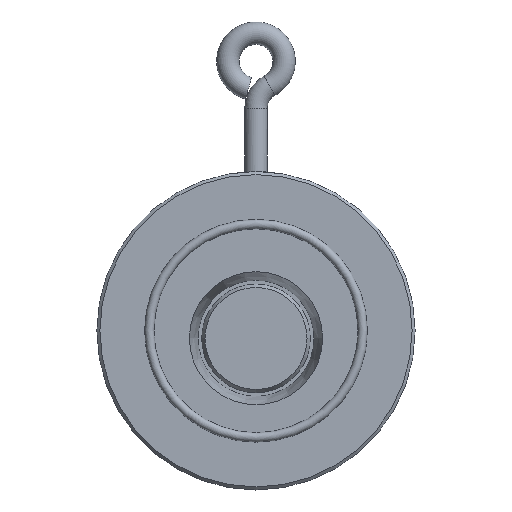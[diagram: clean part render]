
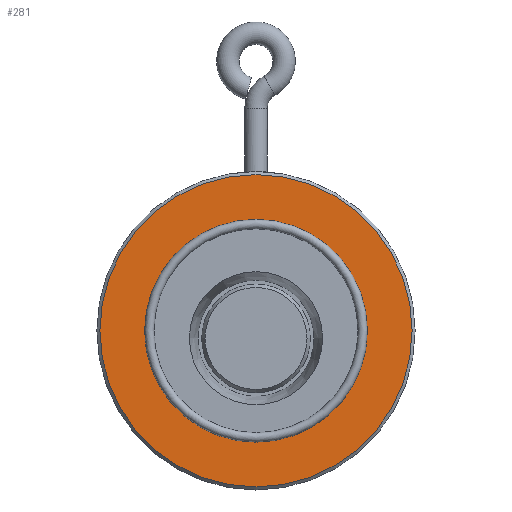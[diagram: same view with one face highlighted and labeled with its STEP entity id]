
A CAD part, top view. The second image highlights one B-rep face of the part: STEP entity #281.
In plain terms, the highlighted planar face has unit normal (0, 0, 1).
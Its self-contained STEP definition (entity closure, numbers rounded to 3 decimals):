
#42 = EDGE_CURVE ( 'NONE', #487, #487, #508, .T. ) ;
#57 = CARTESIAN_POINT ( 'NONE',  ( 41.7, 0., 0. ) ) ;
#71 = EDGE_LOOP ( 'NONE', ( #352 ) ) ;
#78 = CARTESIAN_POINT ( 'NONE',  ( 29.75, 0., 0. ) ) ;
#105 = FACE_OUTER_BOUND ( 'NONE', #228, .T. ) ;
#228 = EDGE_LOOP ( 'NONE', ( #463 ) ) ;
#242 = DIRECTION ( 'NONE',  ( 1., 0., 0. ) ) ;
#243 = DIRECTION ( 'NONE',  ( 0., 0., 1. ) ) ;
#246 = CARTESIAN_POINT ( 'NONE',  ( 0., 0., 0. ) ) ;
#281 = ADVANCED_FACE ( 'NONE', ( #301, #105 ), #328, .F. ) ;
#291 = AXIS2_PLACEMENT_3D ( 'NONE', #246, #243, #242 ) ;
#301 = FACE_BOUND ( 'NONE', #71, .T. ) ;
#322 = DIRECTION ( 'NONE',  ( -1., 0., 0. ) ) ;
#328 = PLANE ( 'NONE',  #523 ) ;
#333 = CARTESIAN_POINT ( 'NONE',  ( 0., 29.75, 0. ) ) ;
#335 = EDGE_CURVE ( 'NONE', #533, #533, #604, .T. ) ;
#351 = DIRECTION ( 'NONE',  ( 0., 0., -1. ) ) ;
#352 = ORIENTED_EDGE ( 'NONE', *, *, #335, .F. ) ;
#417 = AXIS2_PLACEMENT_3D ( 'NONE', #511, #496, #507 ) ;
#463 = ORIENTED_EDGE ( 'NONE', *, *, #42, .T. ) ;
#487 = VERTEX_POINT ( 'NONE', #57 ) ;
#496 = DIRECTION ( 'NONE',  ( 0., 0., 1. ) ) ;
#507 = DIRECTION ( 'NONE',  ( 1., 0., 0. ) ) ;
#508 = CIRCLE ( 'NONE', #417, 41.7 ) ;
#511 = CARTESIAN_POINT ( 'NONE',  ( 0., 0., 0. ) ) ;
#523 = AXIS2_PLACEMENT_3D ( 'NONE', #333, #351, #322 ) ;
#533 = VERTEX_POINT ( 'NONE', #78 ) ;
#604 = CIRCLE ( 'NONE', #291, 29.75 ) ;
